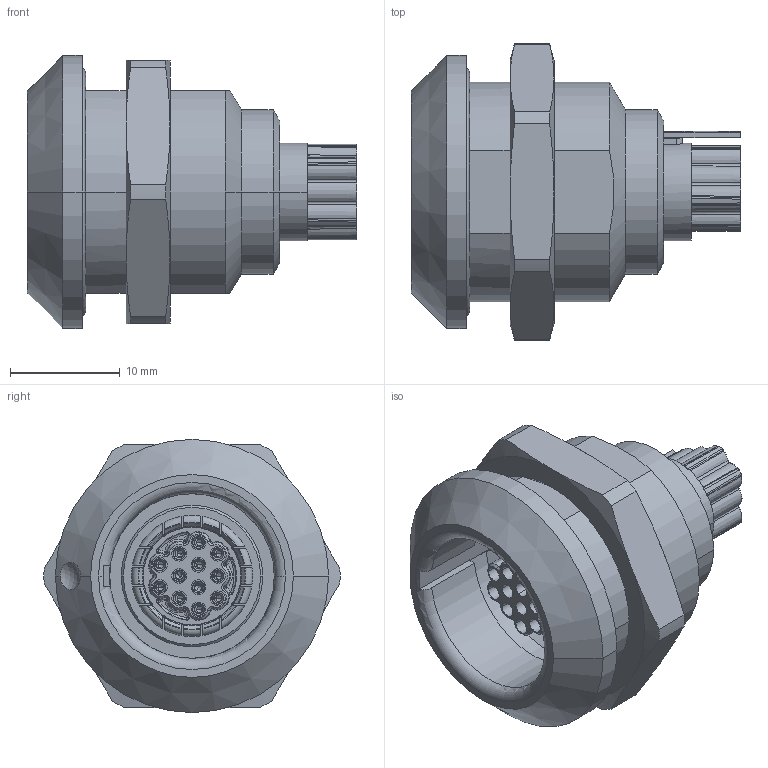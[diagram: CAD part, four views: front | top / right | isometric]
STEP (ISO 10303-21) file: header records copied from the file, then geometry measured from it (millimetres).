
FILE_DESCRIPTION((''),'2;1');
FILE_NAME('TEST_MBKHP_MBKHP','2021-11-10T06:52:39',('MSchildhauer'),(''),'CREO PARAMETRIC BY PTC INC, 2020184','CREO PARAMETRIC BY PTC INC, 2020184','');
FILE_SCHEMA(('AP242_MANAGED_MODEL_BASED_3D_ENGINEERING_MIM_LF { 1 0 10303 442 1 1 4 }'));
Length unit declared in the file: millimetre
Products named in the file (1): TEST_MBKHP_MBKHP
Bounding box: 30.01 x 27 x 24.9 mm (x, y, z)
Volume: 5282.5 mm3; surface area: 7620.4 mm2
Topology: 2 solids, 2 shells, 1056 faces, 2903 edges, 1835 vertices
Faces by surface type: cylinder 423, plane 270, cone 200, bspline 69, torus 68, sphere 25, extrusion 1
Entity records: 45482 total; most frequent: CARTESIAN_POINT 12325, ORIENTED_EDGE 5662, DIRECTION 5328, EDGE_CURVE 2831, AXIS2_PLACEMENT_3D 2187, VERTEX_POINT 1835, CIRCLE 1201, EDGE_LOOP 1142
